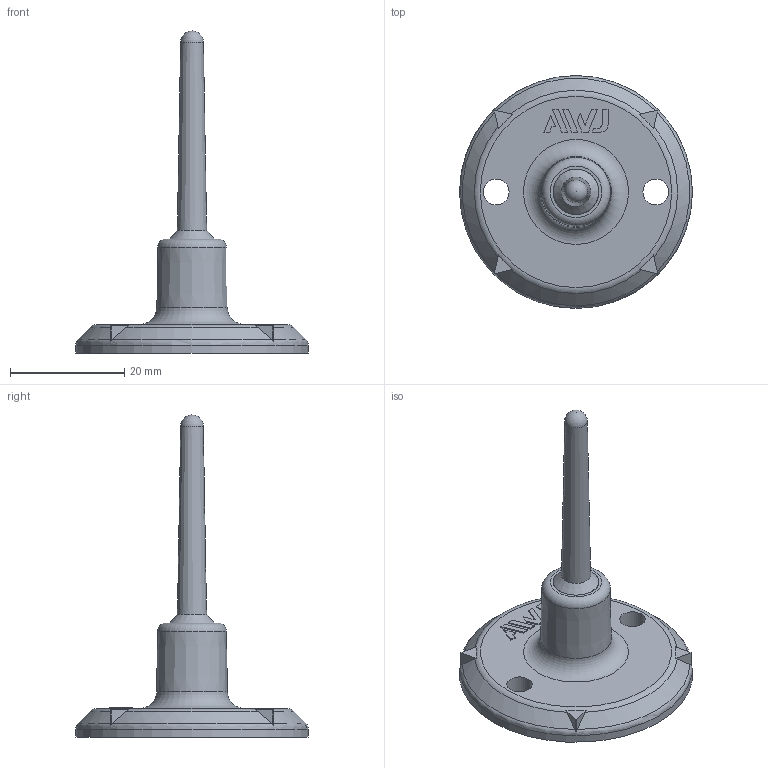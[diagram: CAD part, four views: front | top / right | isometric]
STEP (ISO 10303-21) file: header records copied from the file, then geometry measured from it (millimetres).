
FILE_DESCRIPTION( ( 'STEP AP203' ), '1' );
FILE_NAME( 'マルチ・スリーブ・ポインター.step', '2022-07-21T02:03:47', ( ' ' ), ( ' ' ), 'XStep 1.0', ' ', ' ' );
FILE_SCHEMA( ( 'CONFIG_CONTROL_DESIGN' ) );
Length unit declared in the file: millimetre
Products named in the file (2): 1; 2
Bounding box: 40.87 x 40.87 x 56.5 mm (x, y, z)
Volume: 6861.1 mm3; surface area: 5817.2 mm2
Topology: 2 solids, 2 shells, 118 faces, 293 edges, 196 vertices
Faces by surface type: plane 75, cone 24, cylinder 14, torus 4, sphere 1
Full cylindrical faces by diameter (mm): 2.9 x1, 4 x1, 4.5 x2, 6 x2, 8 x2
Entity records: 3510 total; most frequent: CARTESIAN_POINT 774, ORIENTED_EDGE 530, DIRECTION 522, EDGE_CURVE 265, AXIS2_PLACEMENT_3D 197, VERTEX_POINT 185, EDGE_LOOP 158, FACE_OUTER_BOUND 130
